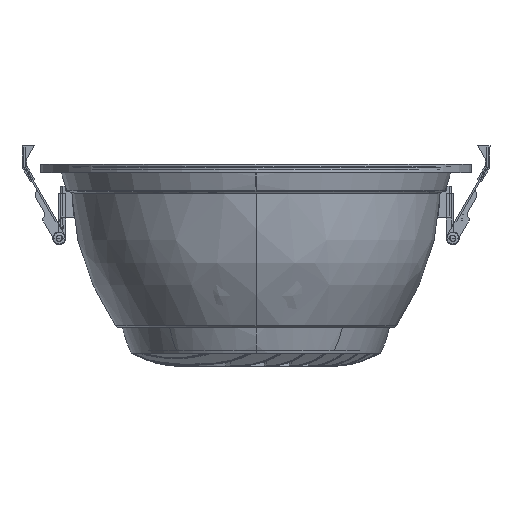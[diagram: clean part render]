
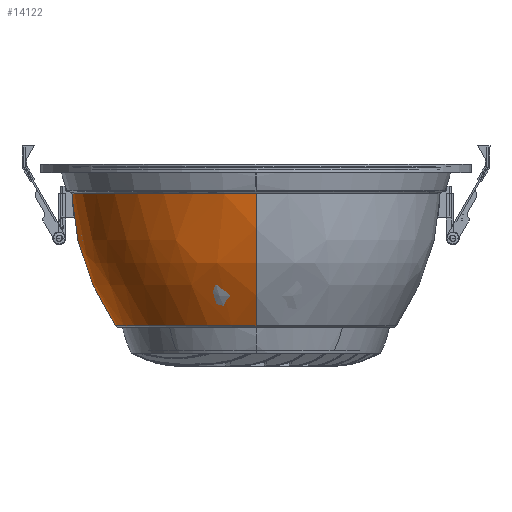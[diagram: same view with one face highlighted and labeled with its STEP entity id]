
A CAD part, left-side view. The second image highlights one B-rep face of the part: STEP entity #14122.
In plain terms, the highlighted free-form (B-spline) face has degree [3, 3] with [7, 4] control points.
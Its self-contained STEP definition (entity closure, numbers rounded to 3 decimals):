
#40 = CARTESIAN_POINT ( 'NONE',  ( -85.279, 0., 95.212 ) ) ;
#685 = AXIS2_PLACEMENT_3D ( 'NONE', #34521, #18862, #14162 ) ;
#1070 = VERTEX_POINT ( 'NONE', #56648 ) ;
#1300 = CARTESIAN_POINT ( 'NONE',  ( -85.279, -52.48, 95.212 ) ) ;
#2095 =( BOUNDED_SURFACE ( )  B_SPLINE_SURFACE ( 3, 3, ( 
 ( #53768, #9574, #10523, #4823 ),
 ( #58855, #5756, #30220, #10211 ),
 ( #58225, #34384, #14628, #44000 ),
 ( #49364, #9894, #28958, #40 ),
 ( #25098, #5441, #57914, #1300 ),
 ( #39519, #29585, #53465, #58534 ),
 ( #44942, #54079, #14331, #49053 ) ),
 .UNSPECIFIED., .F., .F., .F. ) 
 B_SPLINE_SURFACE_WITH_KNOTS ( ( 4, 3, 4 ),
 ( 4, 4 ),
 ( 0., 1., 2. ),
 ( 0., 1. ),
 .UNSPECIFIED. ) 
 GEOMETRIC_REPRESENTATION_ITEM ( )  RATIONAL_B_SPLINE_SURFACE ( (
 ( 1.212, 1.179, 1.179, 1.212),
 ( 0.957, 0.931, 0.931, 0.957),
 ( 0.957, 0.931, 0.931, 0.957),
 ( 1.212, 1.179, 1.179, 1.212),
 ( 0.957, 0.931, 0.931, 0.957),
 ( 0.957, 0.931, 0.931, 0.957),
 ( 1.212, 1.179, 1.179, 1.212) ) ) 
 REPRESENTATION_ITEM ( '' )  SURFACE ( )  );
#3060 = AXIS2_PLACEMENT_3D ( 'NONE', #33887, #48228, #23966 ) ;
#4754 = DIRECTION ( 'NONE',  ( 0., -1., 0. ) ) ;
#4823 = CARTESIAN_POINT ( 'NONE',  ( 5.354, 85.11, 95.212 ) ) ;
#5441 = CARTESIAN_POINT ( 'NONE',  ( -112.248, -69.077, 41.515 ) ) ;
#5756 = CARTESIAN_POINT ( 'NONE',  ( -61.893, 116.363, 41.515 ) ) ;
#7540 = VERTEX_POINT ( 'NONE', #29185 ) ;
#9574 = CARTESIAN_POINT ( 'NONE',  ( 7.047, 112.026, 41.515 ) ) ;
#9894 = CARTESIAN_POINT ( 'NONE',  ( -112.248, 0., 41.515 ) ) ;
#10211 = CARTESIAN_POINT ( 'NONE',  ( -47.023, 88.405, 95.212 ) ) ;
#10523 = CARTESIAN_POINT ( 'NONE',  ( 6.446, 102.472, 70.328 ) ) ;
#12096 = CARTESIAN_POINT ( 'NONE',  ( 0., 0., 93.79 ) ) ;
#12421 = DIRECTION ( 'NONE',  ( 0., 0., -1. ) ) ;
#13795 = CIRCLE ( 'NONE', #29029, 86.261 ) ;
#14122 = ADVANCED_FACE ( 'NONE', ( #43360 ), #2095, .T. ) ;
#14162 = DIRECTION ( 'NONE',  ( 0., 0.826, 0.564 ) ) ;
#14213 = EDGE_CURVE ( 'NONE', #20833, #7540, #13795, .T. ) ;
#14331 = CARTESIAN_POINT ( 'NONE',  ( 6.446, -102.472, 70.328 ) ) ;
#14628 = CARTESIAN_POINT ( 'NONE',  ( -102.675, 63.185, 70.328 ) ) ;
#16886 = CIRCLE ( 'NONE', #685, 155.2 ) ;
#17436 = EDGE_CURVE ( 'NONE', #20833, #1070, #30440, .T. ) ;
#17541 = ORIENTED_EDGE ( 'NONE', *, *, #46779, .T. ) ;
#18862 = DIRECTION ( 'NONE',  ( -1., 0., 0. ) ) ;
#20272 = CIRCLE ( 'NONE', #55917, 113.139 ) ;
#20833 = VERTEX_POINT ( 'NONE', #42329 ) ;
#23966 = DIRECTION ( 'NONE',  ( 0., -0.826, 0.564 ) ) ;
#25098 = CARTESIAN_POINT ( 'NONE',  ( -113.203, -69.664, 11.169 ) ) ;
#27021 = VERTEX_POINT ( 'NONE', #60014 ) ;
#28958 = CARTESIAN_POINT ( 'NONE',  ( -102.675, 0., 70.328 ) ) ;
#29029 = AXIS2_PLACEMENT_3D ( 'NONE', #12096, #12421, #59478 ) ;
#29185 = CARTESIAN_POINT ( 'NONE',  ( 0.001, 86.261, 93.79 ) ) ;
#29585 = CARTESIAN_POINT ( 'NONE',  ( -61.893, -116.363, 41.515 ) ) ;
#30220 = CARTESIAN_POINT ( 'NONE',  ( -56.615, 106.439, 70.328 ) ) ;
#30440 = CIRCLE ( 'NONE', #3060, 155.2 ) ;
#32162 = EDGE_CURVE ( 'NONE', #1070, #27021, #20272, .T. ) ;
#32833 = EDGE_LOOP ( 'NONE', ( #56712, #45634, #17541, #50144 ) ) ;
#33887 = CARTESIAN_POINT ( 'NONE',  ( 0., 41.921, 6.289 ) ) ;
#34315 = CARTESIAN_POINT ( 'NONE',  ( 0., 0., 12.895 ) ) ;
#34384 = CARTESIAN_POINT ( 'NONE',  ( -112.248, 69.077, 41.515 ) ) ;
#34521 = CARTESIAN_POINT ( 'NONE',  ( 0., -41.921, 6.289 ) ) ;
#39519 = CARTESIAN_POINT ( 'NONE',  ( -62.42, -117.353, 11.169 ) ) ;
#42329 = CARTESIAN_POINT ( 'NONE',  ( -0.001, -86.261, 93.79 ) ) ;
#43360 = FACE_OUTER_BOUND ( 'NONE', #32833, .T. ) ;
#44000 = CARTESIAN_POINT ( 'NONE',  ( -85.279, 52.48, 95.212 ) ) ;
#44942 = CARTESIAN_POINT ( 'NONE',  ( 7.107, -112.979, 11.169 ) ) ;
#45634 = ORIENTED_EDGE ( 'NONE', *, *, #14213, .T. ) ;
#46779 = EDGE_CURVE ( 'NONE', #7540, #27021, #16886, .T. ) ;
#48228 = DIRECTION ( 'NONE',  ( 1., 0., 0. ) ) ;
#49053 = CARTESIAN_POINT ( 'NONE',  ( 5.354, -85.11, 95.212 ) ) ;
#49364 = CARTESIAN_POINT ( 'NONE',  ( -113.203, 0., 11.169 ) ) ;
#50144 = ORIENTED_EDGE ( 'NONE', *, *, #32162, .F. ) ;
#53465 = CARTESIAN_POINT ( 'NONE',  ( -56.615, -106.439, 70.328 ) ) ;
#53704 = DIRECTION ( 'NONE',  ( 0., 0., -1. ) ) ;
#53768 = CARTESIAN_POINT ( 'NONE',  ( 7.107, 112.979, 11.169 ) ) ;
#54079 = CARTESIAN_POINT ( 'NONE',  ( 7.047, -112.026, 41.515 ) ) ;
#55917 = AXIS2_PLACEMENT_3D ( 'NONE', #34315, #53704, #4754 ) ;
#56648 = CARTESIAN_POINT ( 'NONE',  ( 0., -113.139, 12.895 ) ) ;
#56712 = ORIENTED_EDGE ( 'NONE', *, *, #17436, .F. ) ;
#57914 = CARTESIAN_POINT ( 'NONE',  ( -102.675, -63.185, 70.328 ) ) ;
#58225 = CARTESIAN_POINT ( 'NONE',  ( -113.203, 69.664, 11.169 ) ) ;
#58534 = CARTESIAN_POINT ( 'NONE',  ( -47.023, -88.405, 95.212 ) ) ;
#58855 = CARTESIAN_POINT ( 'NONE',  ( -62.42, 117.353, 11.169 ) ) ;
#59478 = DIRECTION ( 'NONE',  ( 0., 1., 0. ) ) ;
#60014 = CARTESIAN_POINT ( 'NONE',  ( 0.001, 113.139, 12.895 ) ) ;
